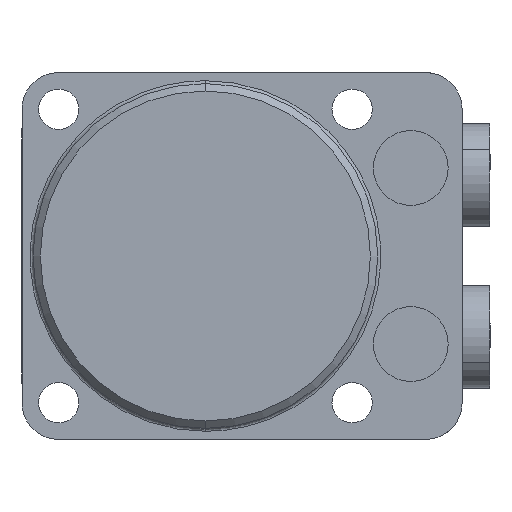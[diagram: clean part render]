
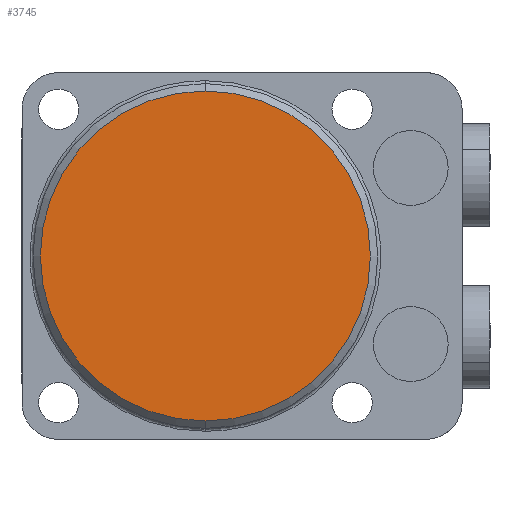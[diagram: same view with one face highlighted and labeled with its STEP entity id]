
A CAD part, front view. The second image highlights one B-rep face of the part: STEP entity #3745.
In plain terms, the highlighted planar face has unit normal (0, -1, 0).
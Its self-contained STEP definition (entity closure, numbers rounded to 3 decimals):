
#94 = DIRECTION ( 'NONE',  ( 0., 0., -1. ) ) ;
#95 = DIRECTION ( 'NONE',  ( 0., -1., 0. ) ) ;
#97 = PLANE ( 'NONE',  #676 ) ;
#101 = CARTESIAN_POINT ( 'NONE',  ( 0., -46., 0. ) ) ;
#446 = DIRECTION ( 'NONE',  ( 0., 0., 1. ) ) ;
#447 = DIRECTION ( 'NONE',  ( 0., 1., 0. ) ) ;
#448 = CARTESIAN_POINT ( 'NONE',  ( 0., -46., 0. ) ) ;
#590 = CIRCLE ( 'NONE', #3801, 22.5 ) ;
#676 = AXIS2_PLACEMENT_3D ( 'NONE', #101, #95, #94 ) ;
#1230 = EDGE_LOOP ( 'NONE', ( #2232, #2231 ) ) ;
#1594 = FACE_OUTER_BOUND ( 'NONE', #1230, .T. ) ;
#1753 = CIRCLE ( 'NONE', #1842, 22.5 ) ;
#1842 = AXIS2_PLACEMENT_3D ( 'NONE', #448, #447, #446 ) ;
#2138 = VERTEX_POINT ( 'NONE', #4254 ) ;
#2166 = VERTEX_POINT ( 'NONE', #4266 ) ;
#2231 = ORIENTED_EDGE ( 'NONE', *, *, #3528, .F. ) ;
#2232 = ORIENTED_EDGE ( 'NONE', *, *, #3609, .F. ) ;
#2945 = DIRECTION ( 'NONE',  ( 0., 0., 1. ) ) ;
#2946 = DIRECTION ( 'NONE',  ( 0., 1., 0. ) ) ;
#2947 = CARTESIAN_POINT ( 'NONE',  ( 0., -46., 0. ) ) ;
#3528 = EDGE_CURVE ( 'NONE', #2166, #2138, #1753, .T. ) ;
#3609 = EDGE_CURVE ( 'NONE', #2138, #2166, #590, .T. ) ;
#3745 = ADVANCED_FACE ( 'NONE', ( #1594 ), #97, .T. ) ;
#3801 = AXIS2_PLACEMENT_3D ( 'NONE', #2947, #2946, #2945 ) ;
#4254 = CARTESIAN_POINT ( 'NONE',  ( 0., -46., 22.5 ) ) ;
#4266 = CARTESIAN_POINT ( 'NONE',  ( 0., -46., -22.5 ) ) ;
